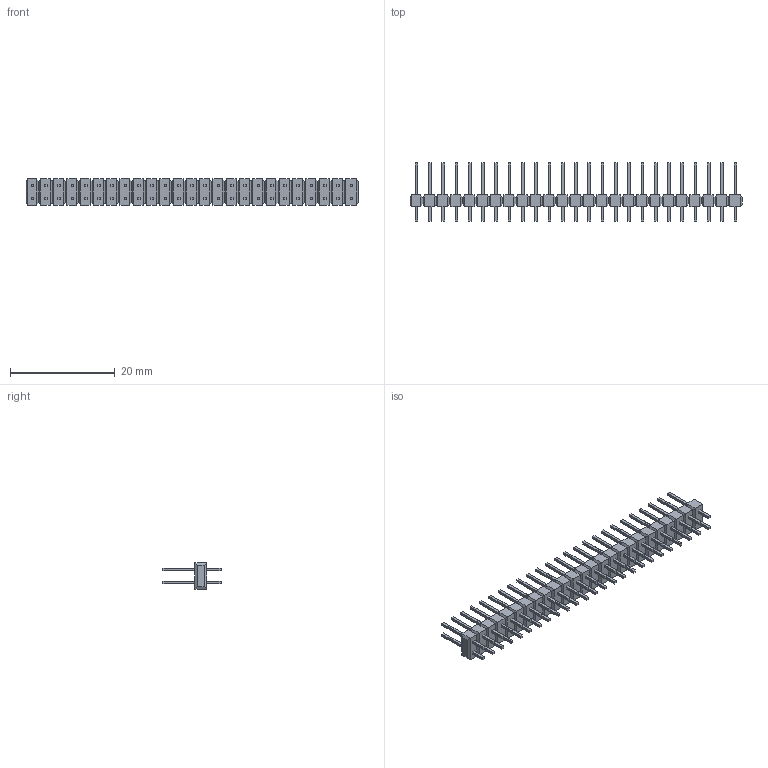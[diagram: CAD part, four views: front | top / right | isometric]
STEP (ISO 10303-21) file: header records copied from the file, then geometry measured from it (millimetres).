
FILE_DESCRIPTION((''),'2;1');
FILE_NAME('010897501','2007-08-02T',('gga'),(''),'PRO/ENGINEER BY PARAMETRIC TECHNOLOGY CORPORATION, 2003451','PRO/ENGINEER BY PARAMETRIC TECHNOLOGY CORPORATION, 2003451','');
FILE_SCHEMA(('CONFIG_CONTROL_DESIGN'));
Length unit declared in the file: inch
Products named in the file (1): 010897501
Bounding box: 63.5 x 11.1 x 5.08 mm (x, y, z)
Volume: 793.4 mm3; surface area: 2004.6 mm2
Topology: 1 solids, 1 shells, 802 faces, 1904 edges, 1204 vertices
Faces by surface type: plane 802
Entity records: 22259 total; most frequent: CARTESIAN_POINT 3811, DIRECTION 3610, ORIENTED_EDGE 3608, VECTOR 1804, LINE 1804, EDGE_CURVE 1804, VERTEX_POINT 1104, AXIS2_PLACEMENT_3D 903
